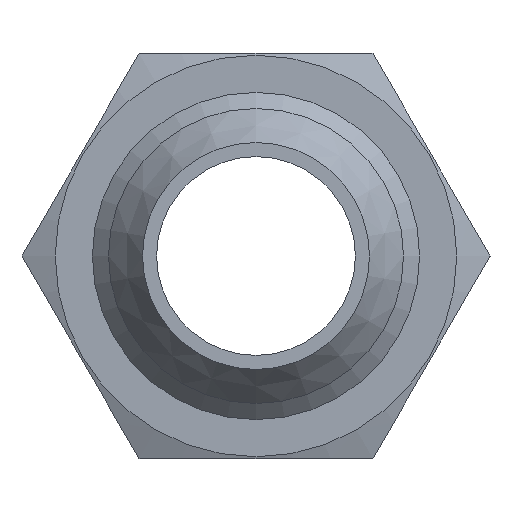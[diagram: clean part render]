
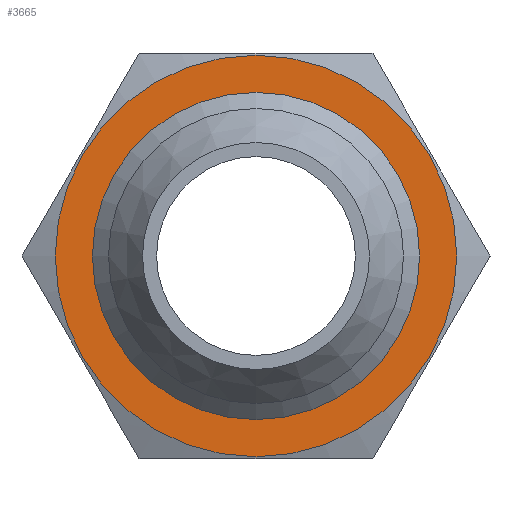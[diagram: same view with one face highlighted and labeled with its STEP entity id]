
A CAD part, left-side view. The second image highlights one B-rep face of the part: STEP entity #3665.
In plain terms, the highlighted planar face has unit normal (-1, 0, 0).
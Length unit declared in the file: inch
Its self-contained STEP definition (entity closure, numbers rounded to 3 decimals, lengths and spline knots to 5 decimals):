
#3303=CARTESIAN_POINT('',(0.0,0.,0.5985));
#3304=VERTEX_POINT('',#3303);
#3305=CARTESIAN_POINT('',(0.0,0.,0.0));
#3306=DIRECTION('',(-1.0,0.0,0.0));
#3307=DIRECTION('',(0.0,0.0,-1.0));
#3308=AXIS2_PLACEMENT_3D('',#3305,#3306,#3307);
#3309=CIRCLE('',#3308,0.5985);
#3310=EDGE_CURVE('',#3304,#3304,#3309,.T.);
#3468=CARTESIAN_POINT('',(0.0,0.805,0.0));
#3469=VERTEX_POINT('',#3468);
#3470=CARTESIAN_POINT('',(0.0,0.0,0.0));
#3471=DIRECTION('',(-1.0,0.0,0.0));
#3472=DIRECTION('',(0.0,1.0,0.0));
#3473=AXIS2_PLACEMENT_3D('',#3470,#3471,#3472);
#3474=CIRCLE('',#3473,0.805);
#3475=EDGE_CURVE('',#3469,#3469,#3474,.T.);
#3654=CARTESIAN_POINT('',(0.0,0.,0.));
#3655=DIRECTION('',(1.0,0.0,0.0));
#3656=DIRECTION('',(0.0,0.0,-1.0));
#3657=AXIS2_PLACEMENT_3D('',#3654,#3655,#3656);
#3658=PLANE('',#3657);
#3659=ORIENTED_EDGE('',*,*,#3475,.T.);
#3660=EDGE_LOOP('',(#3659));
#3661=FACE_OUTER_BOUND('',#3660,.T.);
#3662=ORIENTED_EDGE('',*,*,#3310,.F.);
#3663=EDGE_LOOP('',(#3662));
#3664=FACE_BOUND('',#3663,.T.);
#3665=ADVANCED_FACE('',(#3661,#3664),#3658,.F.);
